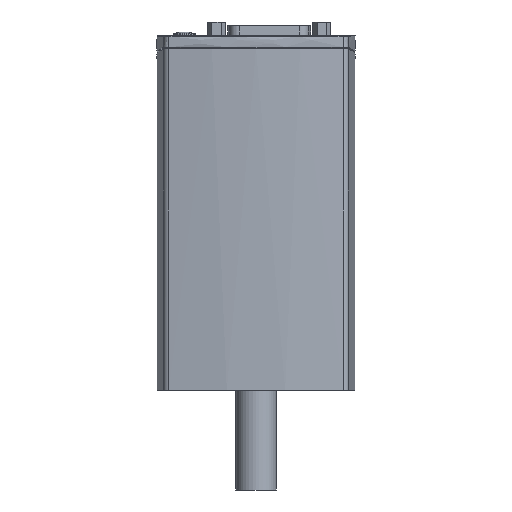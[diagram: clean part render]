
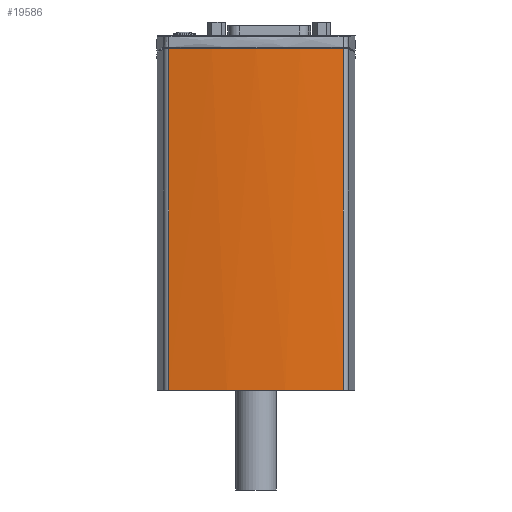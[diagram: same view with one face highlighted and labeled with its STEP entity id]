
A CAD part, left-side view. The second image highlights one B-rep face of the part: STEP entity #19586.
In plain terms, the highlighted cylindrical face has radius 170 mm (diameter 340 mm), a partial arc.
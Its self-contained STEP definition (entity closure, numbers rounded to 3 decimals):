
#483=B_SPLINE_CURVE_WITH_KNOTS('',3,(#36867,#36868,#36869,#36870,#36871,
#36872),.UNSPECIFIED.,.F.,.F.,(4,2,4),(3.561,5.341,
6.145),.UNSPECIFIED.);
#484=B_SPLINE_CURVE_WITH_KNOTS('',3,(#36879,#36880,#36881,#36882,#36883,
#36884),.UNSPECIFIED.,.F.,.F.,(4,2,4),(0.977,1.78,
3.561),.UNSPECIFIED.);
#1771=LINE('',#36874,#3284);
#1772=LINE('',#36878,#3285);
#3284=VECTOR('',#25173,108.186);
#3285=VECTOR('',#25176,108.186);
#5104=FACE_OUTER_BOUND('',#6325,.T.);
#6325=EDGE_LOOP('',(#15532,#15533,#15534,#15535,#15536));
#7283=CIRCLE('',#21119,170.);
#8743=VERTEX_POINT('',#36865);
#8744=VERTEX_POINT('',#36866);
#8745=VERTEX_POINT('',#36873);
#8746=VERTEX_POINT('',#36875);
#8747=VERTEX_POINT('',#36877);
#11102=EDGE_CURVE('',#8743,#8744,#483,.T.);
#11103=EDGE_CURVE('',#8745,#8744,#1771,.T.);
#11104=EDGE_CURVE('',#8746,#8745,#7283,.T.);
#11105=EDGE_CURVE('',#8746,#8747,#1772,.T.);
#11106=EDGE_CURVE('',#8747,#8743,#484,.T.);
#15532=ORIENTED_EDGE('',*,*,#11102,.T.);
#15533=ORIENTED_EDGE('',*,*,#11103,.F.);
#15534=ORIENTED_EDGE('',*,*,#11104,.F.);
#15535=ORIENTED_EDGE('',*,*,#11105,.T.);
#15536=ORIENTED_EDGE('',*,*,#11106,.T.);
#17679=CYLINDRICAL_SURFACE('',#21118,170.);
#19586=ADVANCED_FACE('',(#5104),#17679,.T.);
#21118=AXIS2_PLACEMENT_3D('',#36864,#25171,#25172);
#21119=AXIS2_PLACEMENT_3D('',#36876,#25174,#25175);
#25171=DIRECTION('center_axis',(0.,0.,
1.));
#25172=DIRECTION('ref_axis',(1.,0.,0.));
#25173=DIRECTION('',(0.,0.,1.));
#25174=DIRECTION('center_axis',(0.,0.,
-1.));
#25175=DIRECTION('ref_axis',(1.,0.,0.));
#25176=DIRECTION('',(0.,0.,1.));
#36864=CARTESIAN_POINT('Origin',(138.5,0.,
9.));
#36865=CARTESIAN_POINT('',(-31.5,0.,117.2));
#36866=CARTESIAN_POINT('',(-29.245,27.596,117.186));
#36867=CARTESIAN_POINT('Ctrl Pts',(-31.5,0.,
117.2));
#36868=CARTESIAN_POINT('Ctrl Pts',(-31.5,5.934,117.2));
#36869=CARTESIAN_POINT('Ctrl Pts',(-31.169,12.447,117.201));
#36870=CARTESIAN_POINT('Ctrl Pts',(-30.117,21.836,117.195));
#36871=CARTESIAN_POINT('Ctrl Pts',(-29.714,24.748,117.192));
#36872=CARTESIAN_POINT('Ctrl Pts',(-29.245,27.596,117.186));
#36873=CARTESIAN_POINT('',(-29.245,27.596,9.));
#36874=CARTESIAN_POINT('',(-29.245,27.596,9.));
#36875=CARTESIAN_POINT('',(-29.245,-27.596,9.));
#36876=CARTESIAN_POINT('Origin',(138.5,0.,
9.));
#36877=CARTESIAN_POINT('',(-29.245,-27.596,117.186));
#36878=CARTESIAN_POINT('',(-29.245,-27.596,9.));
#36879=CARTESIAN_POINT('Ctrl Pts',(-29.245,-27.596,117.186));
#36880=CARTESIAN_POINT('Ctrl Pts',(-29.714,-24.748,117.192));
#36881=CARTESIAN_POINT('Ctrl Pts',(-30.117,-21.836,
117.195));
#36882=CARTESIAN_POINT('Ctrl Pts',(-31.169,-12.447,
117.201));
#36883=CARTESIAN_POINT('Ctrl Pts',(-31.5,-5.934,
117.2));
#36884=CARTESIAN_POINT('Ctrl Pts',(-31.5,0.,
117.2));
